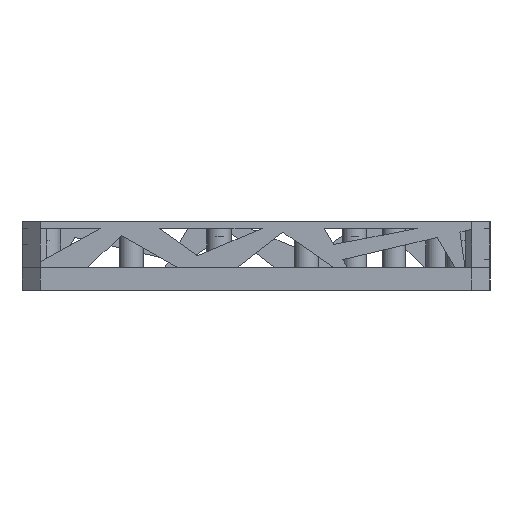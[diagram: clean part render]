
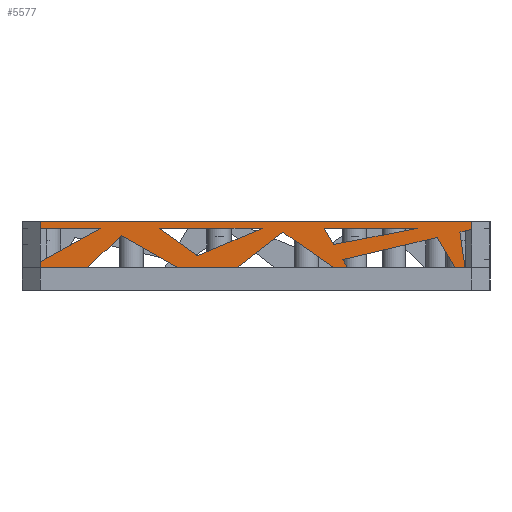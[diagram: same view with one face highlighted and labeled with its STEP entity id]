
A CAD part, left-side view. The second image highlights one B-rep face of the part: STEP entity #5577.
In plain terms, the highlighted planar face has unit normal (-1, 0, 0).
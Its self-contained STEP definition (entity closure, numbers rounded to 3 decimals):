
#138=FACE_BOUND('',#1014,.T.);
#139=FACE_BOUND('',#1015,.T.);
#272=PLANE('',#6054);
#605=FACE_OUTER_BOUND('',#1013,.T.);
#1013=EDGE_LOOP('',(#4504,#4505,#4506,#4507,#4508,#4509,#4510,#4511,#4512,
#4513,#4514,#4515,#4516,#4517,#4518,#4519,#4520,#4521,#4522));
#1014=EDGE_LOOP('',(#4523,#4524,#4525));
#1015=EDGE_LOOP('',(#4526,#4527,#4528));
#1339=LINE('',#8367,#1977);
#1343=LINE('',#8375,#1981);
#1346=LINE('',#8380,#1984);
#1348=LINE('',#8385,#1986);
#1352=LINE('',#8393,#1990);
#1355=LINE('',#8398,#1993);
#1357=LINE('',#8403,#1995);
#1361=LINE('',#8411,#1999);
#1364=LINE('',#8417,#2002);
#1367=LINE('',#8423,#2005);
#1370=LINE('',#8429,#2008);
#1373=LINE('',#8435,#2011);
#1376=LINE('',#8441,#2014);
#1379=LINE('',#8447,#2017);
#1382=LINE('',#8453,#2020);
#1385=LINE('',#8459,#2023);
#1388=LINE('',#8465,#2026);
#1391=LINE('',#8471,#2029);
#1394=LINE('',#8477,#2032);
#1397=LINE('',#8483,#2035);
#1400=LINE('',#8489,#2038);
#1403=LINE('',#8495,#2041);
#1406=LINE('',#8501,#2044);
#1409=LINE('',#8507,#2047);
#1412=LINE('',#8512,#2050);
#1977=VECTOR('',#6912,10.);
#1981=VECTOR('',#6918,10.);
#1984=VECTOR('',#6923,10.);
#1986=VECTOR('',#6927,10.);
#1990=VECTOR('',#6933,10.);
#1993=VECTOR('',#6938,10.);
#1995=VECTOR('',#6942,10.);
#1999=VECTOR('',#6948,10.);
#2002=VECTOR('',#6953,10.);
#2005=VECTOR('',#6958,10.);
#2008=VECTOR('',#6963,10.);
#2011=VECTOR('',#6968,10.);
#2014=VECTOR('',#6973,10.);
#2017=VECTOR('',#6978,10.);
#2020=VECTOR('',#6983,10.);
#2023=VECTOR('',#6988,10.);
#2026=VECTOR('',#6993,10.);
#2029=VECTOR('',#6998,10.);
#2032=VECTOR('',#7003,10.);
#2035=VECTOR('',#7008,10.);
#2038=VECTOR('',#7013,10.);
#2041=VECTOR('',#7018,10.);
#2044=VECTOR('',#7023,10.);
#2047=VECTOR('',#7028,10.);
#2050=VECTOR('',#7033,10.);
#2759=VERTEX_POINT('',#8365);
#2760=VERTEX_POINT('',#8366);
#2763=VERTEX_POINT('',#8374);
#2765=VERTEX_POINT('',#8383);
#2766=VERTEX_POINT('',#8384);
#2769=VERTEX_POINT('',#8392);
#2771=VERTEX_POINT('',#8401);
#2772=VERTEX_POINT('',#8402);
#2775=VERTEX_POINT('',#8410);
#2777=VERTEX_POINT('',#8416);
#2779=VERTEX_POINT('',#8422);
#2781=VERTEX_POINT('',#8428);
#2783=VERTEX_POINT('',#8434);
#2785=VERTEX_POINT('',#8440);
#2787=VERTEX_POINT('',#8446);
#2789=VERTEX_POINT('',#8452);
#2791=VERTEX_POINT('',#8458);
#2793=VERTEX_POINT('',#8464);
#2795=VERTEX_POINT('',#8470);
#2797=VERTEX_POINT('',#8476);
#2799=VERTEX_POINT('',#8482);
#2801=VERTEX_POINT('',#8488);
#2803=VERTEX_POINT('',#8494);
#2805=VERTEX_POINT('',#8500);
#2807=VERTEX_POINT('',#8506);
#3347=EDGE_CURVE('',#2759,#2760,#1339,.T.);
#3351=EDGE_CURVE('',#2763,#2759,#1343,.T.);
#3354=EDGE_CURVE('',#2760,#2763,#1346,.T.);
#3356=EDGE_CURVE('',#2765,#2766,#1348,.T.);
#3360=EDGE_CURVE('',#2769,#2765,#1352,.T.);
#3363=EDGE_CURVE('',#2766,#2769,#1355,.T.);
#3365=EDGE_CURVE('',#2771,#2772,#1357,.T.);
#3369=EDGE_CURVE('',#2772,#2775,#1361,.T.);
#3372=EDGE_CURVE('',#2775,#2777,#1364,.T.);
#3375=EDGE_CURVE('',#2779,#2777,#1367,.T.);
#3378=EDGE_CURVE('',#2781,#2779,#1370,.T.);
#3381=EDGE_CURVE('',#2783,#2781,#1373,.T.);
#3384=EDGE_CURVE('',#2783,#2785,#1376,.T.);
#3387=EDGE_CURVE('',#2785,#2787,#1379,.T.);
#3390=EDGE_CURVE('',#2789,#2787,#1382,.T.);
#3393=EDGE_CURVE('',#2791,#2789,#1385,.T.);
#3396=EDGE_CURVE('',#2791,#2793,#1388,.T.);
#3399=EDGE_CURVE('',#2795,#2793,#1391,.T.);
#3402=EDGE_CURVE('',#2797,#2795,#1394,.T.);
#3405=EDGE_CURVE('',#2797,#2799,#1397,.T.);
#3408=EDGE_CURVE('',#2799,#2801,#1400,.T.);
#3411=EDGE_CURVE('',#2803,#2801,#1403,.T.);
#3414=EDGE_CURVE('',#2805,#2803,#1406,.T.);
#3417=EDGE_CURVE('',#2805,#2807,#1409,.T.);
#3420=EDGE_CURVE('',#2771,#2807,#1412,.T.);
#4504=ORIENTED_EDGE('',*,*,#3420,.F.);
#4505=ORIENTED_EDGE('',*,*,#3365,.T.);
#4506=ORIENTED_EDGE('',*,*,#3369,.T.);
#4507=ORIENTED_EDGE('',*,*,#3372,.T.);
#4508=ORIENTED_EDGE('',*,*,#3375,.F.);
#4509=ORIENTED_EDGE('',*,*,#3378,.F.);
#4510=ORIENTED_EDGE('',*,*,#3381,.F.);
#4511=ORIENTED_EDGE('',*,*,#3384,.T.);
#4512=ORIENTED_EDGE('',*,*,#3387,.T.);
#4513=ORIENTED_EDGE('',*,*,#3390,.F.);
#4514=ORIENTED_EDGE('',*,*,#3393,.F.);
#4515=ORIENTED_EDGE('',*,*,#3396,.T.);
#4516=ORIENTED_EDGE('',*,*,#3399,.F.);
#4517=ORIENTED_EDGE('',*,*,#3402,.F.);
#4518=ORIENTED_EDGE('',*,*,#3405,.T.);
#4519=ORIENTED_EDGE('',*,*,#3408,.T.);
#4520=ORIENTED_EDGE('',*,*,#3411,.F.);
#4521=ORIENTED_EDGE('',*,*,#3414,.F.);
#4522=ORIENTED_EDGE('',*,*,#3417,.T.);
#4523=ORIENTED_EDGE('',*,*,#3363,.F.);
#4524=ORIENTED_EDGE('',*,*,#3356,.F.);
#4525=ORIENTED_EDGE('',*,*,#3360,.F.);
#4526=ORIENTED_EDGE('',*,*,#3354,.F.);
#4527=ORIENTED_EDGE('',*,*,#3347,.F.);
#4528=ORIENTED_EDGE('',*,*,#3351,.F.);
#5577=ADVANCED_FACE('',(#605,#138,#139),#272,.F.);
#6054=AXIS2_PLACEMENT_3D('',#8515,#7037,#7038);
#6912=DIRECTION('',(0.,-0.921,0.39));
#6918=DIRECTION('',(0.,-0.814,-0.581));
#6923=DIRECTION('',(0.,1.,0.));
#6927=DIRECTION('',(0.,-0.982,0.189));
#6933=DIRECTION('',(0.,-0.514,-0.857));
#6938=DIRECTION('',(0.,1.,0.));
#6942=DIRECTION('',(0.,1.,0.));
#6948=DIRECTION('',(0.,0.,-1.));
#6953=DIRECTION('',(0.,-1.,0.));
#6958=DIRECTION('',(0.,-0.875,0.485));
#6963=DIRECTION('',(0.,0.,1.));
#6968=DIRECTION('',(0.,1.,0.));
#6973=DIRECTION('',(0.,-0.724,0.69));
#6978=DIRECTION('',(0.,-0.868,-0.496));
#6983=DIRECTION('',(0.,1.,0.));
#6988=DIRECTION('',(0.,0.793,-0.61));
#6993=DIRECTION('',(0.,-0.822,-0.57));
#6998=DIRECTION('',(0.,1.,0.));
#7003=DIRECTION('',(0.,-0.514,-0.857));
#7008=DIRECTION('',(0.,-0.973,0.23));
#7013=DIRECTION('',(0.,-0.514,-0.857));
#7018=DIRECTION('',(0.,1.,0.));
#7023=DIRECTION('',(0.,-0.143,-0.99));
#7028=DIRECTION('',(0.,-0.973,0.23));
#7033=DIRECTION('',(0.,0.,-1.));
#7037=DIRECTION('center_axis',(1.,0.,0.));
#7038=DIRECTION('ref_axis',(0.,1.,0.));
#8365=CARTESIAN_POINT('',(100.,-264.432,-7.452));
#8366=CARTESIAN_POINT('',(100.,-278.464,-1.5));
#8367=CARTESIAN_POINT('',(100.,-264.432,-7.452));
#8374=CARTESIAN_POINT('',(100.,-256.1,-1.5));
#8375=CARTESIAN_POINT('',(100.,-254.,0.));
#8380=CARTESIAN_POINT('',(100.,-230.219,-1.5));
#8383=CARTESIAN_POINT('',(100.,-294.,-5.));
#8384=CARTESIAN_POINT('',(100.,-312.2,-1.5));
#8385=CARTESIAN_POINT('',(100.,-294.,-5.));
#8392=CARTESIAN_POINT('',(100.,-291.9,-1.5));
#8393=CARTESIAN_POINT('',(100.,-291.,0.));
#8398=CARTESIAN_POINT('',(100.,-230.219,-1.5));
#8401=CARTESIAN_POINT('',(100.,-324.001,0.));
#8402=CARTESIAN_POINT('',(100.,-230.219,0.));
#8403=CARTESIAN_POINT('',(100.,-324.001,0.));
#8410=CARTESIAN_POINT('',(100.,-230.219,-1.5));
#8411=CARTESIAN_POINT('',(100.,-230.219,0.));
#8416=CARTESIAN_POINT('',(100.,-243.292,-1.5));
#8417=CARTESIAN_POINT('',(100.,-230.219,-1.5));
#8422=CARTESIAN_POINT('',(100.,-230.219,-8.742));
#8423=CARTESIAN_POINT('',(100.,-230.219,-8.742));
#8428=CARTESIAN_POINT('',(100.,-230.219,-10.));
#8429=CARTESIAN_POINT('',(100.,-230.219,-10.));
#8434=CARTESIAN_POINT('',(100.,-240.513,-10.));
#8435=CARTESIAN_POINT('',(100.,-324.001,-10.));
#8440=CARTESIAN_POINT('',(100.,-247.819,-3.034));
#8441=CARTESIAN_POINT('',(100.,-240.513,-10.));
#8446=CARTESIAN_POINT('',(100.,-260.,-10.));
#8447=CARTESIAN_POINT('',(100.,-247.819,-3.034));
#8452=CARTESIAN_POINT('',(100.,-273.,-10.));
#8453=CARTESIAN_POINT('',(100.,-324.001,-10.));
#8458=CARTESIAN_POINT('',(100.,-282.961,-2.338));
#8459=CARTESIAN_POINT('',(100.,-286.,0.));
#8464=CARTESIAN_POINT('',(100.,-294.,-10.));
#8465=CARTESIAN_POINT('',(100.,-282.961,-2.338));
#8470=CARTESIAN_POINT('',(100.,-297.,-10.));
#8471=CARTESIAN_POINT('',(100.,-324.001,-10.));
#8476=CARTESIAN_POINT('',(100.,-295.983,-8.306));
#8477=CARTESIAN_POINT('',(100.,-291.,0.));
#8482=CARTESIAN_POINT('',(100.,-316.486,-3.459));
#8483=CARTESIAN_POINT('',(100.,-295.983,-8.306));
#8488=CARTESIAN_POINT('',(100.,-320.41,-10.));
#8489=CARTESIAN_POINT('',(100.,-316.486,-3.459));
#8494=CARTESIAN_POINT('',(100.,-322.57,-10.));
#8495=CARTESIAN_POINT('',(100.,-324.001,-10.));
#8500=CARTESIAN_POINT('',(100.,-321.454,-2.285));
#8501=CARTESIAN_POINT('',(100.,-321.454,-2.285));
#8506=CARTESIAN_POINT('',(100.,-324.001,-1.683));
#8507=CARTESIAN_POINT('',(100.,-295.983,-8.306));
#8512=CARTESIAN_POINT('',(100.,-324.001,0.));
#8515=CARTESIAN_POINT('Origin',(100.,-277.11,-5.));
